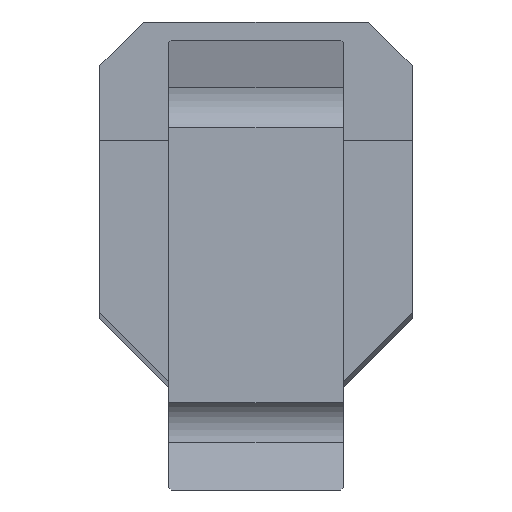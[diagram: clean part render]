
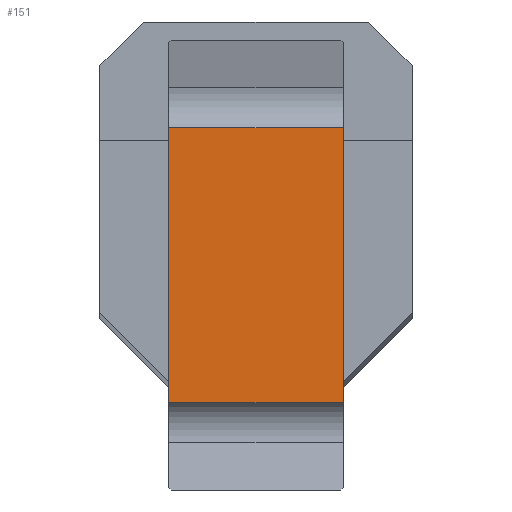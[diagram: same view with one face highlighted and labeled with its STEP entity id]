
A CAD part, top view. The second image highlights one B-rep face of the part: STEP entity #151.
In plain terms, the highlighted planar face has unit normal (0, 0, 1).
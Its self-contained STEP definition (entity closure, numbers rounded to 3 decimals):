
#151=ADVANCED_FACE('',(#223),#189,.T.);
#189=PLANE('',#854);
#223=FACE_OUTER_BOUND('',#261,.T.);
#261=EDGE_LOOP('',(#367,#368,#369,#370));
#367=ORIENTED_EDGE('',*,*,#597,.F.);
#368=ORIENTED_EDGE('',*,*,#598,.T.);
#369=ORIENTED_EDGE('',*,*,#599,.T.);
#370=ORIENTED_EDGE('',*,*,#600,.T.);
#515=VERTEX_POINT('',#1168);
#516=VERTEX_POINT('',#1169);
#517=VERTEX_POINT('',#1171);
#518=VERTEX_POINT('',#1173);
#597=EDGE_CURVE('',#515,#516,#699,.T.);
#598=EDGE_CURVE('',#515,#517,#700,.T.);
#599=EDGE_CURVE('',#517,#518,#701,.T.);
#600=EDGE_CURVE('',#518,#516,#702,.T.);
#699=LINE('',#1167,#789);
#700=LINE('',#1170,#790);
#701=LINE('',#1172,#791);
#702=LINE('',#1174,#792);
#789=VECTOR('',#964,1.);
#790=VECTOR('',#965,1.);
#791=VECTOR('',#966,1.);
#792=VECTOR('',#967,1.);
#854=AXIS2_PLACEMENT_3D('',#1175,#968,#969);
#964=DIRECTION('',(0.,-1.,0.));
#965=DIRECTION('',(-1.,0.,0.));
#966=DIRECTION('',(0.,-1.,0.));
#967=DIRECTION('',(1.,0.,0.));
#968=DIRECTION('',(0.,0.,1.));
#969=DIRECTION('',(-1.,0.,0.));
#1167=CARTESIAN_POINT('',(19.505,16.5,300.1));
#1168=CARTESIAN_POINT('',(19.505,27.5,300.1));
#1169=CARTESIAN_POINT('',(19.505,5.5,300.1));
#1170=CARTESIAN_POINT('',(24.5,27.5,300.1));
#1171=CARTESIAN_POINT('',(5.496,27.5,300.1));
#1172=CARTESIAN_POINT('',(5.496,16.5,300.1));
#1173=CARTESIAN_POINT('',(5.496,5.5,300.1));
#1174=CARTESIAN_POINT('',(0.5,5.5,300.1));
#1175=CARTESIAN_POINT('',(12.5,16.5,300.1));
